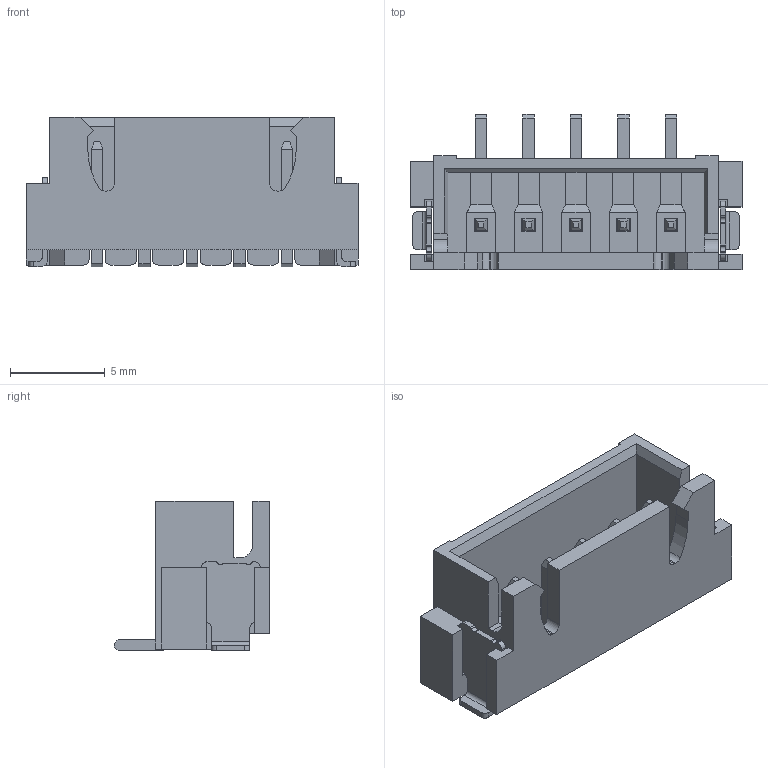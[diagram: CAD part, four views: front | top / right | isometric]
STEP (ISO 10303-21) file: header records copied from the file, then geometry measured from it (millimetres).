
FILE_DESCRIPTION(('STEP AP214'),'1');
FILE_NAME('CONN-SMD_5P-P2.5-AFC25-S05CCA-00.stp','2021-08-18T10:48:25',(' '),(' '),'Spatial InterOp 3D',' ',' ');
FILE_SCHEMA(('AUTOMOTIVE_DESIGN { 1 0 10303 214 1 1 1 1 }'));
Length unit declared in the file: millimetre
Products named in the file (1): 65
Bounding box: 17.5 x 8.18 x 7.9 mm (x, y, z)
Volume: 301.7 mm3; surface area: 1073.5 mm2
Topology: 3 solids, 3 shells, 488 faces, 1392 edges, 898 vertices
Faces by surface type: plane 432, cylinder 56
Entity records: 19532 total; most frequent: CARTESIAN_POINT 2788, ORIENTED_EDGE 2784, DIRECTION 2485, EDGE_CURVE 1392, LINE 1275, VECTOR 1275, VERTEX_POINT 898, AXIS2_PLACEMENT_3D 605
